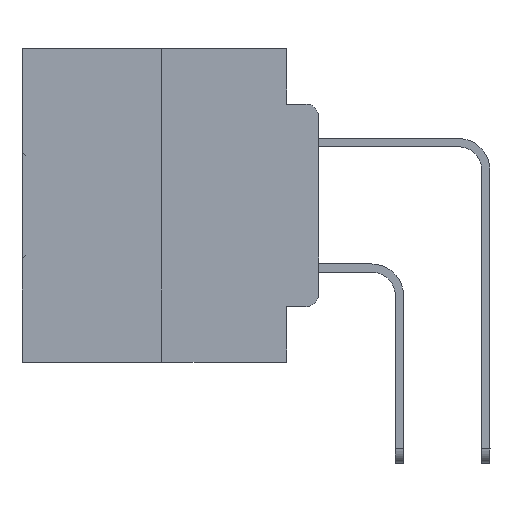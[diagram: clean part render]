
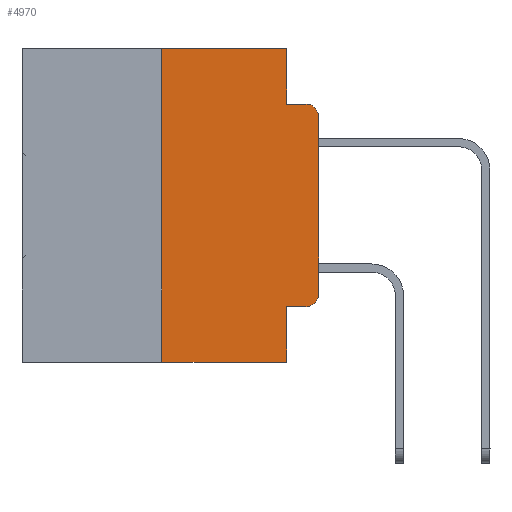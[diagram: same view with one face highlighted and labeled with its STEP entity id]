
A CAD part, left-side view. The second image highlights one B-rep face of the part: STEP entity #4970.
In plain terms, the highlighted planar face has unit normal (-1, 0, 0).
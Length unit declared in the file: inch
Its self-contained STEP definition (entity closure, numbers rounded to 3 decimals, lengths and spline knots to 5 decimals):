
#223 = VERTEX_POINT ( 'NONE', #2443 ) ;
#274 = VERTEX_POINT ( 'NONE', #31061 ) ;
#420 = DIRECTION ( 'NONE',  ( 1., 0., 0. ) ) ;
#593 = EDGE_CURVE ( 'NONE', #1343, #20502, #20904, .T. ) ;
#1343 = VERTEX_POINT ( 'NONE', #19375 ) ;
#1583 = CARTESIAN_POINT ( 'NONE',  ( 0., 0.02, -0.0885 ) ) ;
#2085 = DIRECTION ( 'NONE',  ( 0., -1., 0. ) ) ;
#2443 = CARTESIAN_POINT ( 'NONE',  ( 0., 0.25, 0. ) ) ;
#2496 = CARTESIAN_POINT ( 'NONE',  ( 0., 0.25, -0.5 ) ) ;
#2671 = VERTEX_POINT ( 'NONE', #2496 ) ;
#3037 = ORIENTED_EDGE ( 'NONE', *, *, #20130, .T. ) ;
#3069 = DIRECTION ( 'NONE',  ( 0., 0., -1. ) ) ;
#3586 = VERTEX_POINT ( 'NONE', #25541 ) ;
#4970 = ADVANCED_FACE ( 'NONE', ( #28563 ), #25913, .F. ) ;
#5215 = ORIENTED_EDGE ( 'NONE', *, *, #21523, .T. ) ;
#5294 = CARTESIAN_POINT ( 'NONE',  ( 0., 0.02, -0.1085 ) ) ;
#5336 = CARTESIAN_POINT ( 'NONE',  ( 0., 0.051, 0. ) ) ;
#5615 = ORIENTED_EDGE ( 'NONE', *, *, #15283, .F. ) ;
#5769 = EDGE_CURVE ( 'NONE', #20502, #12113, #7114, .T. ) ;
#5836 = LINE ( 'NONE', #6332, #19911 ) ;
#6020 = ORIENTED_EDGE ( 'NONE', *, *, #26809, .T. ) ;
#6159 = CARTESIAN_POINT ( 'NONE',  ( 0., 0.051, -0.5 ) ) ;
#6332 = CARTESIAN_POINT ( 'NONE',  ( 0., 0.473, -0.5 ) ) ;
#6547 = VECTOR ( 'NONE', #20411, 39.37008 ) ;
#6609 = DIRECTION ( 'NONE',  ( 0., 0., -1. ) ) ;
#6769 = ORIENTED_EDGE ( 'NONE', *, *, #5769, .F. ) ;
#7114 = LINE ( 'NONE', #17225, #17828 ) ;
#7490 = ORIENTED_EDGE ( 'NONE', *, *, #593, .F. ) ;
#8153 = DIRECTION ( 'NONE',  ( 0., 0., -1. ) ) ;
#8607 = DIRECTION ( 'NONE',  ( -1., 0., 0. ) ) ;
#9702 = DIRECTION ( 'NONE',  ( 0., 0., 1. ) ) ;
#10129 = CARTESIAN_POINT ( 'NONE',  ( 0., 0., -0.3915 ) ) ;
#11913 = AXIS2_PLACEMENT_3D ( 'NONE', #25422, #420, #3069 ) ;
#12020 = CARTESIAN_POINT ( 'NONE',  ( 0., 0.051, -0.4115 ) ) ;
#12113 = VERTEX_POINT ( 'NONE', #1583 ) ;
#12181 = AXIS2_PLACEMENT_3D ( 'NONE', #29285, #8607, #6609 ) ;
#12254 = AXIS2_PLACEMENT_3D ( 'NONE', #5294, #32452, #17914 ) ;
#12527 = VECTOR ( 'NONE', #19794, 39.37008 ) ;
#13961 = DIRECTION ( 'NONE',  ( 0., -1., 0. ) ) ;
#14261 = ORIENTED_EDGE ( 'NONE', *, *, #27612, .F. ) ;
#14403 = LINE ( 'NONE', #28955, #29165 ) ;
#14999 = CARTESIAN_POINT ( 'NONE',  ( 0., 0., 0. ) ) ;
#15283 = EDGE_CURVE ( 'NONE', #274, #28304, #20436, .T. ) ;
#17008 = LINE ( 'NONE', #14999, #25505 ) ;
#17225 = CARTESIAN_POINT ( 'NONE',  ( 0., 0.051, -0.0885 ) ) ;
#17828 = VECTOR ( 'NONE', #22845, 39.37008 ) ;
#17914 = DIRECTION ( 'NONE',  ( 0., 0., -1. ) ) ;
#18274 = CARTESIAN_POINT ( 'NONE',  ( 0., 0.051, 0. ) ) ;
#19342 = EDGE_CURVE ( 'NONE', #274, #20901, #29240, .T. ) ;
#19375 = CARTESIAN_POINT ( 'NONE',  ( 0., 0.051, 0. ) ) ;
#19794 = DIRECTION ( 'NONE',  ( 0., 0., -1. ) ) ;
#19911 = VECTOR ( 'NONE', #13961, 39.37008 ) ;
#20130 = EDGE_CURVE ( 'NONE', #20901, #25568, #25386, .T. ) ;
#20149 = CARTESIAN_POINT ( 'NONE',  ( 0., 0.051, -0.0885 ) ) ;
#20411 = DIRECTION ( 'NONE',  ( 0., 0., 1. ) ) ;
#20436 = LINE ( 'NONE', #5336, #12527 ) ;
#20502 = VERTEX_POINT ( 'NONE', #20149 ) ;
#20571 = LINE ( 'NONE', #32639, #6547 ) ;
#20901 = VERTEX_POINT ( 'NONE', #24397 ) ;
#20904 = LINE ( 'NONE', #18274, #21035 ) ;
#21035 = VECTOR ( 'NONE', #8153, 39.37008 ) ;
#21523 = EDGE_CURVE ( 'NONE', #3586, #12113, #26524, .T. ) ;
#21570 = ORIENTED_EDGE ( 'NONE', *, *, #25451, .F. ) ;
#21693 = DIRECTION ( 'NONE',  ( 0., -1., 0. ) ) ;
#21730 = ORIENTED_EDGE ( 'NONE', *, *, #19342, .T. ) ;
#22845 = DIRECTION ( 'NONE',  ( 0., -1., 0. ) ) ;
#24397 = CARTESIAN_POINT ( 'NONE',  ( 0., 0.02, -0.4115 ) ) ;
#25386 = CIRCLE ( 'NONE', #12181, 0.02 ) ;
#25422 = CARTESIAN_POINT ( 'NONE',  ( 0., 0.473, 0. ) ) ;
#25451 = EDGE_CURVE ( 'NONE', #2671, #223, #20571, .T. ) ;
#25505 = VECTOR ( 'NONE', #9702, 39.37008 ) ;
#25541 = CARTESIAN_POINT ( 'NONE',  ( 0., 0., -0.1085 ) ) ;
#25568 = VERTEX_POINT ( 'NONE', #10129 ) ;
#25913 = PLANE ( 'NONE',  #11913 ) ;
#26524 = CIRCLE ( 'NONE', #12254, 0.02 ) ;
#26809 = EDGE_CURVE ( 'NONE', #25568, #3586, #17008, .T. ) ;
#27612 = EDGE_CURVE ( 'NONE', #223, #1343, #14403, .T. ) ;
#28304 = VERTEX_POINT ( 'NONE', #6159 ) ;
#28563 = FACE_OUTER_BOUND ( 'NONE', #31379, .T. ) ;
#28955 = CARTESIAN_POINT ( 'NONE',  ( 0., 0.473, 0. ) ) ;
#29165 = VECTOR ( 'NONE', #21693, 39.37008 ) ;
#29240 = LINE ( 'NONE', #12020, #31762 ) ;
#29285 = CARTESIAN_POINT ( 'NONE',  ( 0., 0.02, -0.3915 ) ) ;
#31061 = CARTESIAN_POINT ( 'NONE',  ( 0., 0.051, -0.4115 ) ) ;
#31322 = ORIENTED_EDGE ( 'NONE', *, *, #31386, .T. ) ;
#31379 = EDGE_LOOP ( 'NONE', ( #6020, #5215, #6769, #7490, #14261, #21570, #31322, #5615, #21730, #3037 ) ) ;
#31386 = EDGE_CURVE ( 'NONE', #2671, #28304, #5836, .T. ) ;
#31762 = VECTOR ( 'NONE', #2085, 39.37008 ) ;
#32452 = DIRECTION ( 'NONE',  ( -1., 0., 0. ) ) ;
#32639 = CARTESIAN_POINT ( 'NONE',  ( 0., 0.25, 0. ) ) ;
